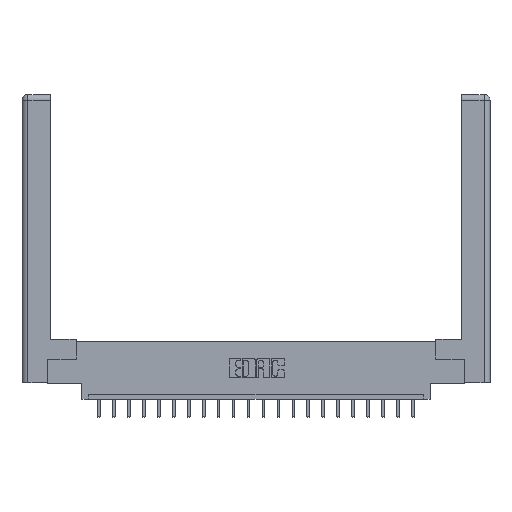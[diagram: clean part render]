
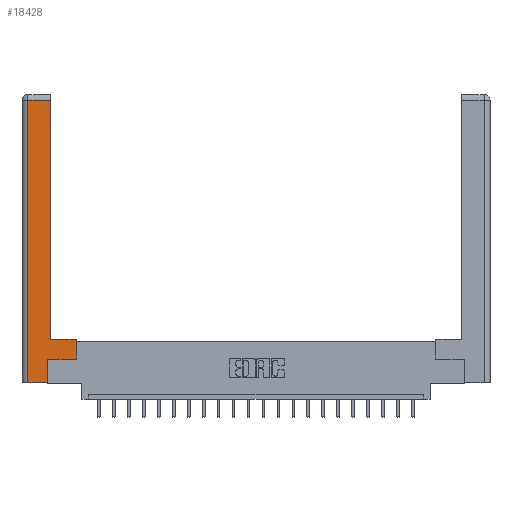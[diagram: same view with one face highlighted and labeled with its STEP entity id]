
A CAD part, top view. The second image highlights one B-rep face of the part: STEP entity #18428.
In plain terms, the highlighted planar face has unit normal (0, 0, 1).
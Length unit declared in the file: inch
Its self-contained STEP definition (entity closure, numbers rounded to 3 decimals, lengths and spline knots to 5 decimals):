
#149 = DIRECTION ( 'NONE',  ( 0., -1., 0. ) ) ;
#170 = CARTESIAN_POINT ( 'NONE',  ( 0.565, 0.245, 0. ) ) ;
#229 = ORIENTED_EDGE ( 'NONE', *, *, #3016, .T. ) ;
#347 = AXIS2_PLACEMENT_3D ( 'NONE', #4067, #17577, #19046 ) ;
#405 = CARTESIAN_POINT ( 'NONE',  ( 0.295, 0.45, 0. ) ) ;
#717 = ORIENTED_EDGE ( 'NONE', *, *, #5434, .T. ) ;
#824 = VERTEX_POINT ( 'NONE', #7303 ) ;
#852 = VERTEX_POINT ( 'NONE', #12375 ) ;
#1173 = CARTESIAN_POINT ( 'NONE',  ( 0.295, 3., 0. ) ) ;
#1597 = LINE ( 'NONE', #20557, #9219 ) ;
#1810 = CARTESIAN_POINT ( 'NONE',  ( 0.265, 0.245, 0. ) ) ;
#1987 = VECTOR ( 'NONE', #149, 39.37008 ) ;
#2068 = VECTOR ( 'NONE', #9970, 39.37008 ) ;
#2762 = EDGE_CURVE ( 'NONE', #7917, #17944, #18999, .T. ) ;
#2777 = ORIENTED_EDGE ( 'NONE', *, *, #8996, .T. ) ;
#3016 = EDGE_CURVE ( 'NONE', #852, #6846, #17428, .T. ) ;
#3104 = DIRECTION ( 'NONE',  ( 1., 0., 0. ) ) ;
#3897 = CARTESIAN_POINT ( 'NONE',  ( 0.295, 0.45, 0. ) ) ;
#3954 = LINE ( 'NONE', #1173, #21345 ) ;
#4067 = CARTESIAN_POINT ( 'NONE',  ( 0., 0., 0. ) ) ;
#5434 = EDGE_CURVE ( 'NONE', #6846, #5763, #14613, .T. ) ;
#5763 = VERTEX_POINT ( 'NONE', #15304 ) ;
#6194 = DIRECTION ( 'NONE',  ( 0., 1., 0. ) ) ;
#6796 = LINE ( 'NONE', #170, #2068 ) ;
#6846 = VERTEX_POINT ( 'NONE', #12671 ) ;
#7303 = CARTESIAN_POINT ( 'NONE',  ( 0.265, 0.245, 0. ) ) ;
#7546 = EDGE_CURVE ( 'NONE', #20660, #7917, #1597, .T. ) ;
#7917 = VERTEX_POINT ( 'NONE', #9972 ) ;
#8059 = VERTEX_POINT ( 'NONE', #18271 ) ;
#8096 = CARTESIAN_POINT ( 'NONE',  ( 0.265, 0., 0. ) ) ;
#8176 = LINE ( 'NONE', #8096, #19520 ) ;
#8547 = DIRECTION ( 'NONE',  ( 0., 1., 0. ) ) ;
#8780 = FACE_OUTER_BOUND ( 'NONE', #13263, .T. ) ;
#8996 = EDGE_CURVE ( 'NONE', #8059, #824, #15245, .T. ) ;
#9219 = VECTOR ( 'NONE', #6194, 39.37008 ) ;
#9735 = ORIENTED_EDGE ( 'NONE', *, *, #14209, .T. ) ;
#9970 = DIRECTION ( 'NONE',  ( 1., 0., 0. ) ) ;
#9972 = CARTESIAN_POINT ( 'NONE',  ( 0.565, 0.45, 0. ) ) ;
#10202 = CARTESIAN_POINT ( 'NONE',  ( 0.565, 0.245, 0. ) ) ;
#11319 = DIRECTION ( 'NONE',  ( 0., 1., 0. ) ) ;
#11471 = ORIENTED_EDGE ( 'NONE', *, *, #7546, .T. ) ;
#12112 = ORIENTED_EDGE ( 'NONE', *, *, #14838, .T. ) ;
#12375 = CARTESIAN_POINT ( 'NONE',  ( 0.295, 2.94, 0. ) ) ;
#12671 = CARTESIAN_POINT ( 'NONE',  ( 0.0615, 2.94, 0. ) ) ;
#12916 = VECTOR ( 'NONE', #13935, 39.37008 ) ;
#13263 = EDGE_LOOP ( 'NONE', ( #12112, #229, #717, #9735, #2777, #20125, #11471, #18585 ) ) ;
#13885 = DIRECTION ( 'NONE',  ( -1., 0., 0. ) ) ;
#13935 = DIRECTION ( 'NONE',  ( -1., 0., 0. ) ) ;
#14209 = EDGE_CURVE ( 'NONE', #5763, #8059, #8176, .T. ) ;
#14613 = LINE ( 'NONE', #18871, #1987 ) ;
#14838 = EDGE_CURVE ( 'NONE', #17944, #852, #3954, .T. ) ;
#15040 = VECTOR ( 'NONE', #13885, 39.37008 ) ;
#15245 = LINE ( 'NONE', #1810, #18674 ) ;
#15304 = CARTESIAN_POINT ( 'NONE',  ( 0.0615, 0., 0. ) ) ;
#16551 = EDGE_CURVE ( 'NONE', #824, #20660, #6796, .T. ) ;
#17428 = LINE ( 'NONE', #17473, #12916 ) ;
#17473 = CARTESIAN_POINT ( 'NONE',  ( 0.0615, 2.94, 0. ) ) ;
#17508 = PLANE ( 'NONE',  #347 ) ;
#17577 = DIRECTION ( 'NONE',  ( 0., 0., -1. ) ) ;
#17944 = VERTEX_POINT ( 'NONE', #3897 ) ;
#18271 = CARTESIAN_POINT ( 'NONE',  ( 0.265, 0., 0. ) ) ;
#18428 = ADVANCED_FACE ( 'NONE', ( #8780 ), #17508, .F. ) ;
#18585 = ORIENTED_EDGE ( 'NONE', *, *, #2762, .T. ) ;
#18674 = VECTOR ( 'NONE', #8547, 39.37008 ) ;
#18871 = CARTESIAN_POINT ( 'NONE',  ( 0.0615, 0., 0. ) ) ;
#18999 = LINE ( 'NONE', #405, #15040 ) ;
#19046 = DIRECTION ( 'NONE',  ( -1., 0., 0. ) ) ;
#19520 = VECTOR ( 'NONE', #3104, 39.37008 ) ;
#20125 = ORIENTED_EDGE ( 'NONE', *, *, #16551, .T. ) ;
#20557 = CARTESIAN_POINT ( 'NONE',  ( 0.565, 0.45, 0. ) ) ;
#20660 = VERTEX_POINT ( 'NONE', #10202 ) ;
#21345 = VECTOR ( 'NONE', #11319, 39.37008 ) ;
